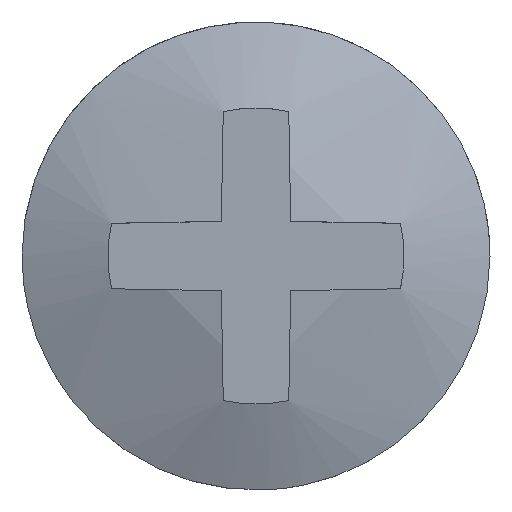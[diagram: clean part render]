
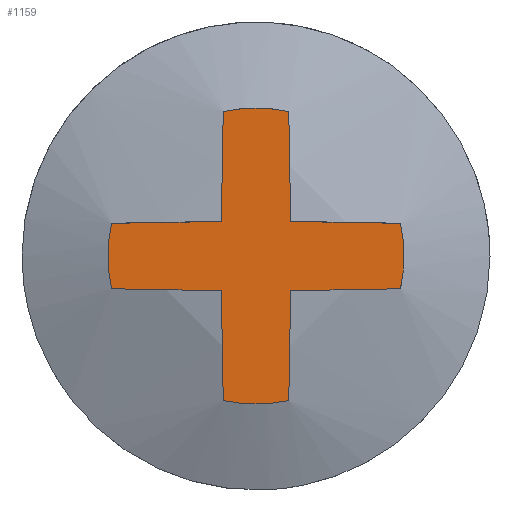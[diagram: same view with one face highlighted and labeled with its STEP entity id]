
A CAD part, top view. The second image highlights one B-rep face of the part: STEP entity #1159.
In plain terms, the highlighted free-form (B-spline) face has degree [1, 1] with [2, 2] control points.
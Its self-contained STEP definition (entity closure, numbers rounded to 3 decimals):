
#1036=CARTESIAN_POINT('',(-2.09,2.09,0.0));
#1037=CARTESIAN_POINT('',(2.09,2.09,0.0));
#1038=CARTESIAN_POINT('',(-2.09,-2.09,0.0));
#1039=CARTESIAN_POINT('',(2.09,-2.09,0.0));
#1040=B_SPLINE_SURFACE_WITH_KNOTS('',1,1,((#1036,#1038),(#1037,#1039)),.UNSPECIFIED.,.F.,.F.,.U.,(2,2),(2,2),(0.0,4.18),(0.0,4.18),.UNSPECIFIED.);
#1041=CARTESIAN_POINT('',(-0.445,-0.445,0.0));
#1042=VERTEX_POINT('',#1041);
#1043=CARTESIAN_POINT('',(-1.853,-0.42,0.0));
#1044=VERTEX_POINT('',#1043);
#1045=CARTESIAN_POINT('',(-0.445,-0.445,0.0));
#1046=CARTESIAN_POINT('',(-1.853,-0.42,0.0));
#1047=QUASI_UNIFORM_CURVE('',1,(#1045,#1046),.UNSPECIFIED.,.F.,.U.);
#1048=EDGE_CURVE('',#1042,#1044,#1047,.T.);
#1049=ORIENTED_EDGE('',*,*,#1048,.F.);
#1050=CARTESIAN_POINT('',(-0.42,-1.853,0.0));
#1051=VERTEX_POINT('',#1050);
#1052=CARTESIAN_POINT('',(-0.42,-1.853,0.0));
#1053=CARTESIAN_POINT('',(-0.445,-0.445,0.0));
#1054=QUASI_UNIFORM_CURVE('',1,(#1052,#1053),.UNSPECIFIED.,.F.,.U.);
#1055=EDGE_CURVE('',#1051,#1042,#1054,.T.);
#1056=ORIENTED_EDGE('',*,*,#1055,.F.);
#1057=CARTESIAN_POINT('',(0.42,-1.853,0.0));
#1058=VERTEX_POINT('',#1057);
#1059=CARTESIAN_POINT('',(-0.42,-1.853,0.0));
#1060=CARTESIAN_POINT('',(0.,-1.948,0.0));
#1061=CARTESIAN_POINT('',(0.42,-1.853,0.0));
#1069=(BOUNDED_CURVE()B_SPLINE_CURVE(2,(#1059,#1060,#1061),.UNSPECIFIED.,.F.,.U.)CURVE()GEOMETRIC_REPRESENTATION_ITEM()QUASI_UNIFORM_CURVE()RATIONAL_B_SPLINE_CURVE((1.0,0.975,1.0))REPRESENTATION_ITEM(''));
#1070=EDGE_CURVE('',#1051,#1058,#1069,.T.);
#1071=ORIENTED_EDGE('',*,*,#1070,.T.);
#1072=CARTESIAN_POINT('',(0.445,-0.445,0.0));
#1073=VERTEX_POINT('',#1072);
#1074=CARTESIAN_POINT('',(0.445,-0.445,0.0));
#1075=CARTESIAN_POINT('',(0.42,-1.853,0.0));
#1076=QUASI_UNIFORM_CURVE('',1,(#1074,#1075),.UNSPECIFIED.,.F.,.U.);
#1077=EDGE_CURVE('',#1073,#1058,#1076,.T.);
#1078=ORIENTED_EDGE('',*,*,#1077,.F.);
#1079=CARTESIAN_POINT('',(1.853,-0.42,0.0));
#1080=VERTEX_POINT('',#1079);
#1081=CARTESIAN_POINT('',(1.853,-0.42,0.0));
#1082=CARTESIAN_POINT('',(0.445,-0.445,0.0));
#1083=QUASI_UNIFORM_CURVE('',1,(#1081,#1082),.UNSPECIFIED.,.F.,.U.);
#1084=EDGE_CURVE('',#1080,#1073,#1083,.T.);
#1085=ORIENTED_EDGE('',*,*,#1084,.F.);
#1086=CARTESIAN_POINT('',(1.853,0.42,0.0));
#1087=VERTEX_POINT('',#1086);
#1088=CARTESIAN_POINT('',(1.853,-0.42,0.0));
#1089=CARTESIAN_POINT('',(1.948,0.,0.0));
#1090=CARTESIAN_POINT('',(1.853,0.42,0.0));
#1098=(BOUNDED_CURVE()B_SPLINE_CURVE(2,(#1088,#1089,#1090),.UNSPECIFIED.,.F.,.U.)CURVE()GEOMETRIC_REPRESENTATION_ITEM()QUASI_UNIFORM_CURVE()RATIONAL_B_SPLINE_CURVE((1.0,0.975,1.0))REPRESENTATION_ITEM(''));
#1099=EDGE_CURVE('',#1080,#1087,#1098,.T.);
#1100=ORIENTED_EDGE('',*,*,#1099,.T.);
#1101=CARTESIAN_POINT('',(0.445,0.443,0.0));
#1102=VERTEX_POINT('',#1101);
#1103=CARTESIAN_POINT('',(0.445,0.443,0.0));
#1104=CARTESIAN_POINT('',(1.853,0.42,0.0));
#1105=QUASI_UNIFORM_CURVE('',1,(#1103,#1104),.UNSPECIFIED.,.F.,.U.);
#1106=EDGE_CURVE('',#1102,#1087,#1105,.T.);
#1107=ORIENTED_EDGE('',*,*,#1106,.F.);
#1108=CARTESIAN_POINT('',(0.42,1.853,0.0));
#1109=VERTEX_POINT('',#1108);
#1110=CARTESIAN_POINT('',(0.42,1.853,0.0));
#1111=CARTESIAN_POINT('',(0.445,0.443,0.0));
#1112=QUASI_UNIFORM_CURVE('',1,(#1110,#1111),.UNSPECIFIED.,.F.,.U.);
#1113=EDGE_CURVE('',#1109,#1102,#1112,.T.);
#1114=ORIENTED_EDGE('',*,*,#1113,.F.);
#1115=CARTESIAN_POINT('',(-0.42,1.853,0.0));
#1116=VERTEX_POINT('',#1115);
#1117=CARTESIAN_POINT('',(0.42,1.853,0.0));
#1118=CARTESIAN_POINT('',(0.,1.948,0.0));
#1119=CARTESIAN_POINT('',(-0.42,1.853,0.0));
#1127=(BOUNDED_CURVE()B_SPLINE_CURVE(2,(#1117,#1118,#1119),.UNSPECIFIED.,.F.,.U.)CURVE()GEOMETRIC_REPRESENTATION_ITEM()QUASI_UNIFORM_CURVE()RATIONAL_B_SPLINE_CURVE((1.0,0.975,1.0))REPRESENTATION_ITEM(''));
#1128=EDGE_CURVE('',#1109,#1116,#1127,.T.);
#1129=ORIENTED_EDGE('',*,*,#1128,.T.);
#1130=CARTESIAN_POINT('',(-0.445,0.443,0.0));
#1131=VERTEX_POINT('',#1130);
#1132=CARTESIAN_POINT('',(-0.445,0.443,0.0));
#1133=CARTESIAN_POINT('',(-0.42,1.853,0.0));
#1134=QUASI_UNIFORM_CURVE('',1,(#1132,#1133),.UNSPECIFIED.,.F.,.U.);
#1135=EDGE_CURVE('',#1131,#1116,#1134,.T.);
#1136=ORIENTED_EDGE('',*,*,#1135,.F.);
#1137=CARTESIAN_POINT('',(-1.853,0.42,0.0));
#1138=VERTEX_POINT('',#1137);
#1139=CARTESIAN_POINT('',(-1.853,0.42,0.0));
#1140=CARTESIAN_POINT('',(-0.445,0.443,0.0));
#1141=QUASI_UNIFORM_CURVE('',1,(#1139,#1140),.UNSPECIFIED.,.F.,.U.);
#1142=EDGE_CURVE('',#1138,#1131,#1141,.T.);
#1143=ORIENTED_EDGE('',*,*,#1142,.F.);
#1144=CARTESIAN_POINT('',(-1.853,0.42,0.0));
#1145=CARTESIAN_POINT('',(-1.948,0.,0.0));
#1146=CARTESIAN_POINT('',(-1.853,-0.42,0.0));
#1154=(BOUNDED_CURVE()B_SPLINE_CURVE(2,(#1144,#1145,#1146),.UNSPECIFIED.,.F.,.U.)CURVE()GEOMETRIC_REPRESENTATION_ITEM()QUASI_UNIFORM_CURVE()RATIONAL_B_SPLINE_CURVE((1.0,0.975,1.0))REPRESENTATION_ITEM(''));
#1155=EDGE_CURVE('',#1138,#1044,#1154,.T.);
#1156=ORIENTED_EDGE('',*,*,#1155,.T.);
#1157=EDGE_LOOP('',(#1049,#1056,#1071,#1078,#1085,#1100,#1107,#1114,#1129,#1136,#1143,#1156));
#1158=FACE_OUTER_BOUND('',#1157,.T.);
#1159=ADVANCED_FACE('',(#1158),#1040,.F.);
